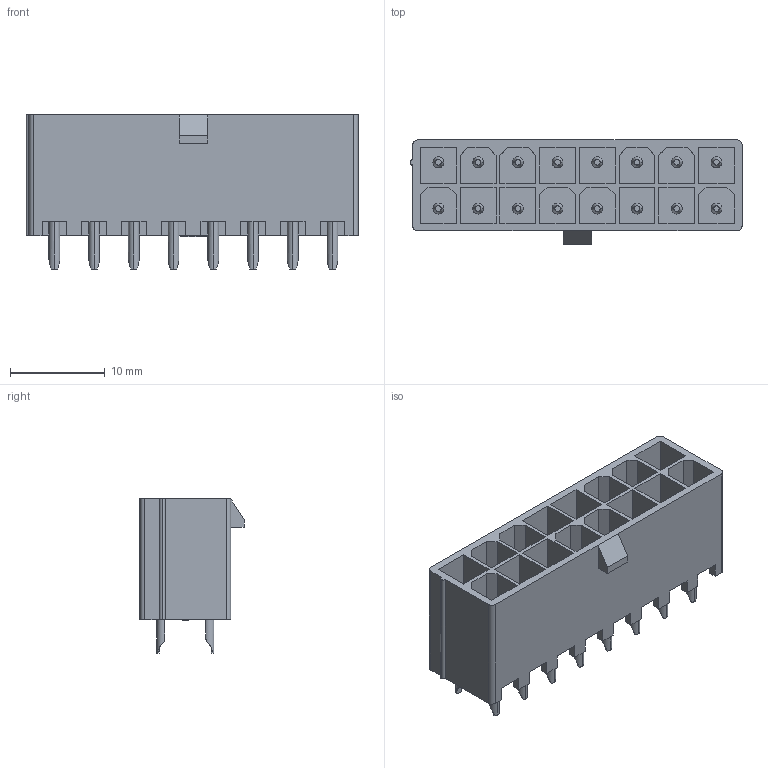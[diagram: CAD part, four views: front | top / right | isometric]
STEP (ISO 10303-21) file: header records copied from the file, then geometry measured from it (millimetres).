
FILE_DESCRIPTION(('STEP AP214'),'1');
FILE_NAME('CONN-TH_X9357WV-2X08HN-N2SN.stp','2021-08-18T18:03:31',(' '),(' '),'Spatial InterOp 3D',' ',' ');
FILE_SCHEMA(('AUTOMOTIVE_DESIGN { 1 0 10303 214 1 1 1 1 }'));
Length unit declared in the file: millimetre
Products named in the file (1): PRT0001
Bounding box: 35.1 x 11 x 16.3 mm (x, y, z)
Volume: 1873.8 mm3; surface area: 4873.3 mm2
Topology: 1 solids, 1 shells, 656 faces, 1795 edges, 1196 vertices
Faces by surface type: plane 426, cylinder 198, cone 32
Entity records: 26669 total; most frequent: CARTESIAN_POINT 4737, ORIENTED_EDGE 3590, DIRECTION 3283, EDGE_CURVE 1795, LINE 1239, VECTOR 1239, VERTEX_POINT 1196, AXIS2_PLACEMENT_3D 1022
